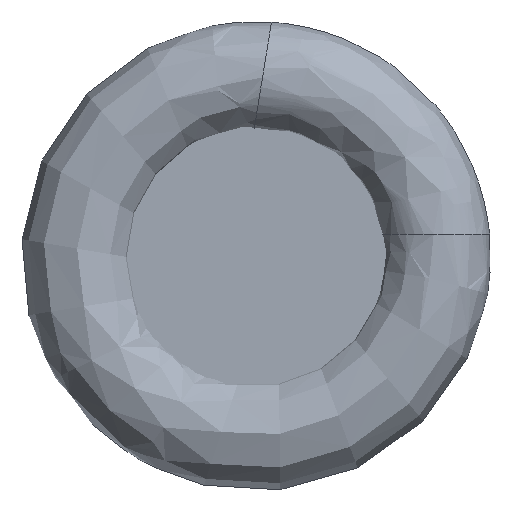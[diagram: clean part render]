
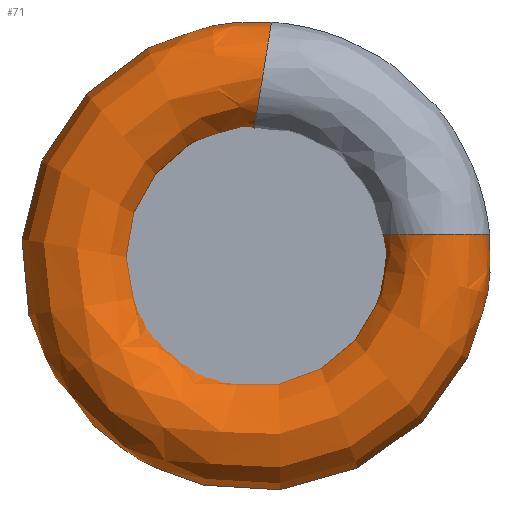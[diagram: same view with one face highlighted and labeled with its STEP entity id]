
A CAD part, left-side view. The second image highlights one B-rep face of the part: STEP entity #71.
In plain terms, the highlighted free-form (B-spline) face has degree [3, 3] with [7, 7] control points.
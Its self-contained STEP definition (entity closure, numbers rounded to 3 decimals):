
#71=ADVANCED_FACE('',(#92,#93),#90,.F.);
#90=(
BOUNDED_SURFACE()
B_SPLINE_SURFACE(3,3,((#365,#366,#367,#368,#369,#370,#371),(#372,#373,#374,
#375,#376,#377,#378),(#379,#380,#381,#382,#383,#384,#385),(#386,#387,#388,
#389,#390,#391,#392),(#393,#394,#395,#396,#397,#398,#399),(#400,#401,#402,
#403,#404,#405,#406),(#407,#408,#409,#410,#411,#412,#413)),
 .UNSPECIFIED.,.T.,.F.,.F.)
B_SPLINE_SURFACE_WITH_KNOTS((1,3,3,3,1),(4,3,4),(-0.5,0.,0.5,1.,1.5),(0.,
0.5,1.),.UNSPECIFIED.)
GEOMETRIC_REPRESENTATION_ITEM()
RATIONAL_B_SPLINE_SURFACE(((1.,0.563,0.563,1.,0.563,
0.563,1.),(0.333,0.188,0.188,
0.333,0.188,0.188,0.333),
(0.333,0.188,0.188,0.333,
0.188,0.188,0.333),(1.,0.563,
0.563,1.,0.563,0.563,1.),(0.333,
0.188,0.188,0.333,0.188,
0.188,0.333),(0.333,0.188,
0.188,0.333,0.188,0.188,
0.333),(1.,0.563,0.563,1.,0.563,
0.563,1.)))
REPRESENTATION_ITEM('')
SURFACE()
);
#92=FACE_BOUND('',#126,.T.);
#93=FACE_BOUND('',#127,.T.);
#126=EDGE_LOOP('',(#162));
#127=EDGE_LOOP('',(#163));
#162=ORIENTED_EDGE('',*,*,#216,.T.);
#163=ORIENTED_EDGE('',*,*,#217,.T.);
#198=VERTEX_POINT('',#362);
#199=VERTEX_POINT('',#364);
#216=EDGE_CURVE('',#198,#198,#234,.T.);
#217=EDGE_CURVE('',#199,#199,#235,.T.);
#234=CIRCLE('',#253,5.);
#235=CIRCLE('',#254,5.);
#253=AXIS2_PLACEMENT_3D('',#361,#290,#291);
#254=AXIS2_PLACEMENT_3D('',#363,#292,#293);
#290=DIRECTION('',(0.,0.987,0.161));
#291=DIRECTION('',(1.,0.,0.));
#292=DIRECTION('',(0.,0.,-1.));
#293=DIRECTION('',(1.,0.,0.));
#361=CARTESIAN_POINT('',(5.,-0.583,16.019));
#362=CARTESIAN_POINT('',(10.,-0.583,16.019));
#363=CARTESIAN_POINT('',(5.,-15.904,2.));
#364=CARTESIAN_POINT('',(10.,-15.904,2.));
#365=CARTESIAN_POINT('',(10.,-15.904,2.));
#366=CARTESIAN_POINT('',(10.,-18.126,-15.664));
#367=CARTESIAN_POINT('',(10.,-2.314,-23.844));
#368=CARTESIAN_POINT('',(10.,10.821,-11.826));
#369=CARTESIAN_POINT('',(10.,23.955,0.192));
#370=CARTESIAN_POINT('',(10.,17.208,16.666));
#371=CARTESIAN_POINT('',(10.,-0.583,16.019));
#372=CARTESIAN_POINT('',(10.,-5.904,2.));
#373=CARTESIAN_POINT('',(10.,-8.126,-4.558));
#374=CARTESIAN_POINT('',(10.,-2.737,-8.905));
#375=CARTESIAN_POINT('',(10.,3.203,-5.348));
#376=CARTESIAN_POINT('',(10.,9.143,-1.792));
#377=CARTESIAN_POINT('',(10.,7.854,5.011));
#378=CARTESIAN_POINT('',(10.,1.025,6.149));
#379=CARTESIAN_POINT('',(0.,-5.904,2.));
#380=CARTESIAN_POINT('',(0.,-8.126,-4.558));
#381=CARTESIAN_POINT('',(0.,-2.737,-8.905));
#382=CARTESIAN_POINT('',(0.,3.203,-5.348));
#383=CARTESIAN_POINT('',(0.,9.143,-1.792));
#384=CARTESIAN_POINT('',(0.,7.854,5.011));
#385=CARTESIAN_POINT('',(0.,1.025,6.149));
#386=CARTESIAN_POINT('',(0.,-15.904,2.));
#387=CARTESIAN_POINT('',(0.,-18.126,-15.664));
#388=CARTESIAN_POINT('',(0.,-2.314,-23.844));
#389=CARTESIAN_POINT('',(0.,10.821,-11.826));
#390=CARTESIAN_POINT('',(0.,23.955,0.192));
#391=CARTESIAN_POINT('',(0.,17.208,16.666));
#392=CARTESIAN_POINT('',(0.,-0.583,16.019));
#393=CARTESIAN_POINT('',(0.,-25.904,2.));
#394=CARTESIAN_POINT('',(0.,-28.126,-26.77));
#395=CARTESIAN_POINT('',(0.,-1.89,-38.783));
#396=CARTESIAN_POINT('',(0.,18.439,-18.304));
#397=CARTESIAN_POINT('',(0.,38.768,2.175));
#398=CARTESIAN_POINT('',(0.,26.562,28.322));
#399=CARTESIAN_POINT('',(0.,-2.19,25.889));
#400=CARTESIAN_POINT('',(10.,-25.904,2.));
#401=CARTESIAN_POINT('',(10.,-28.126,-26.77));
#402=CARTESIAN_POINT('',(10.,-1.89,-38.783));
#403=CARTESIAN_POINT('',(10.,18.439,-18.304));
#404=CARTESIAN_POINT('',(10.,38.768,2.175));
#405=CARTESIAN_POINT('',(10.,26.562,28.322));
#406=CARTESIAN_POINT('',(10.,-2.19,25.889));
#407=CARTESIAN_POINT('',(10.,-15.904,2.));
#408=CARTESIAN_POINT('',(10.,-18.126,-15.664));
#409=CARTESIAN_POINT('',(10.,-2.314,-23.844));
#410=CARTESIAN_POINT('',(10.,10.821,-11.826));
#411=CARTESIAN_POINT('',(10.,23.955,0.192));
#412=CARTESIAN_POINT('',(10.,17.208,16.666));
#413=CARTESIAN_POINT('',(10.,-0.583,16.019));
